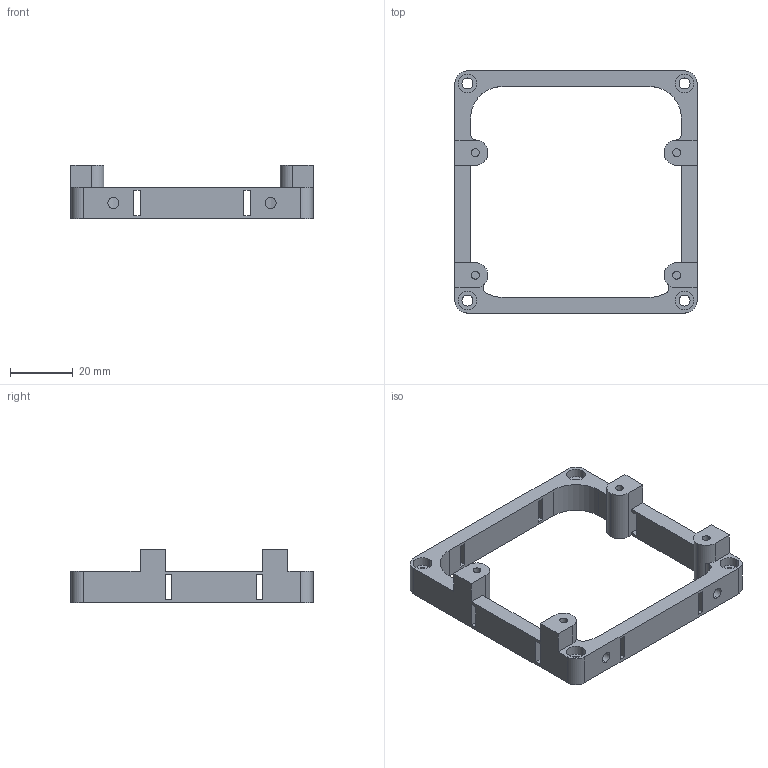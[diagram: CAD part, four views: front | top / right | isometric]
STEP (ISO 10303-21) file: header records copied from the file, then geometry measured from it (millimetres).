
FILE_DESCRIPTION (( 'STEP AP214' ), '1' );
FILE_NAME ('gluebracket.step', '2020-01-14T03:02:03', ( '' ), ( '' ), 'SwSTEP 2.0', 'SolidWorks 2018', '' );
FILE_SCHEMA (( 'AUTOMOTIVE_DESIGN' ));
Length unit declared in the file: millimetre
Products named in the file (1): gluebracket
Bounding box: 77 x 77 x 17 mm (x, y, z)
Volume: 17061.3 mm3; surface area: 11339.3 mm2
Topology: 1 solids, 1 shells, 126 faces, 363 edges, 242 vertices
Faces by surface type: plane 77, cylinder 49
Entity records: 4243 total; most frequent: CARTESIAN_POINT 756, ORIENTED_EDGE 726, DIRECTION 711, EDGE_CURVE 363, VECTOR 253, LINE 253, VERTEX_POINT 242, AXIS2_PLACEMENT_3D 229
